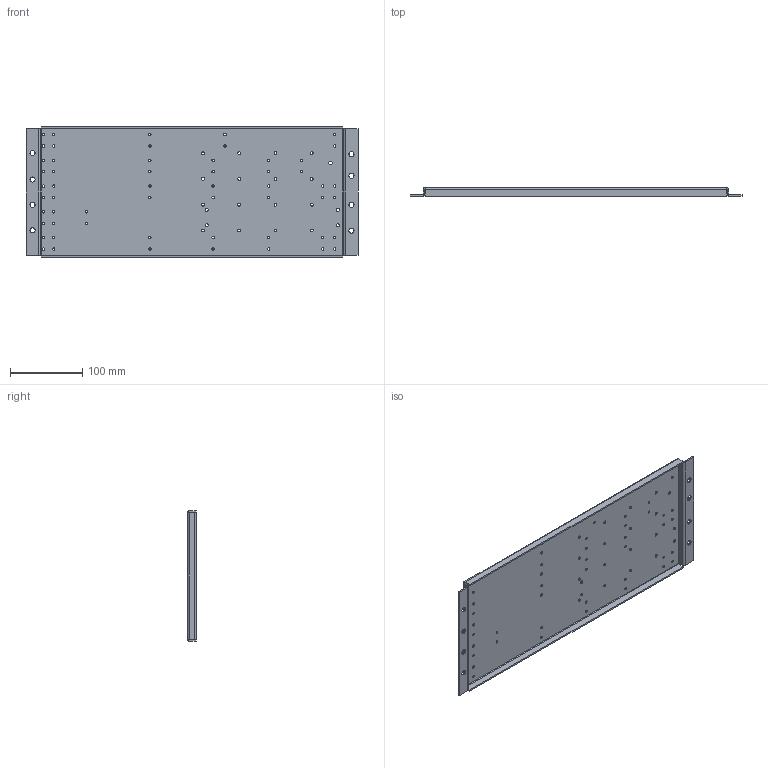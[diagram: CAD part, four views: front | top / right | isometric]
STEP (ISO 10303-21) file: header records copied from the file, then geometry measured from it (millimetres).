
FILE_DESCRIPTION (( 'STEP AP214' ), '1' );
FILE_NAME ('P0000006537.STEP', '2025-11-04T09:39:23', ( 'Microsoft' ), ( 'Microsoft' ), 'SwSTEP 2.0', 'SolidWorks 2025', '' );
FILE_SCHEMA (( 'AUTOMOTIVE_DESIGN' ));
Length unit declared in the file: millimetre
Products named in the file (1): P0000006537
Bounding box: 458 x 12 x 180 mm (x, y, z)
Volume: 183668.8 mm3; surface area: 188415.5 mm2
Topology: 1 solids, 1 shells, 224 faces, 618 edges, 396 vertices
Faces by surface type: cylinder 182, plane 34, bspline 8
Entity records: 7997 total; most frequent: CARTESIAN_POINT 1663, DIRECTION 1384, ORIENTED_EDGE 1236, EDGE_CURVE 618, AXIS2_PLACEMENT_3D 565, VERTEX_POINT 396, EDGE_LOOP 394, CIRCLE 348
